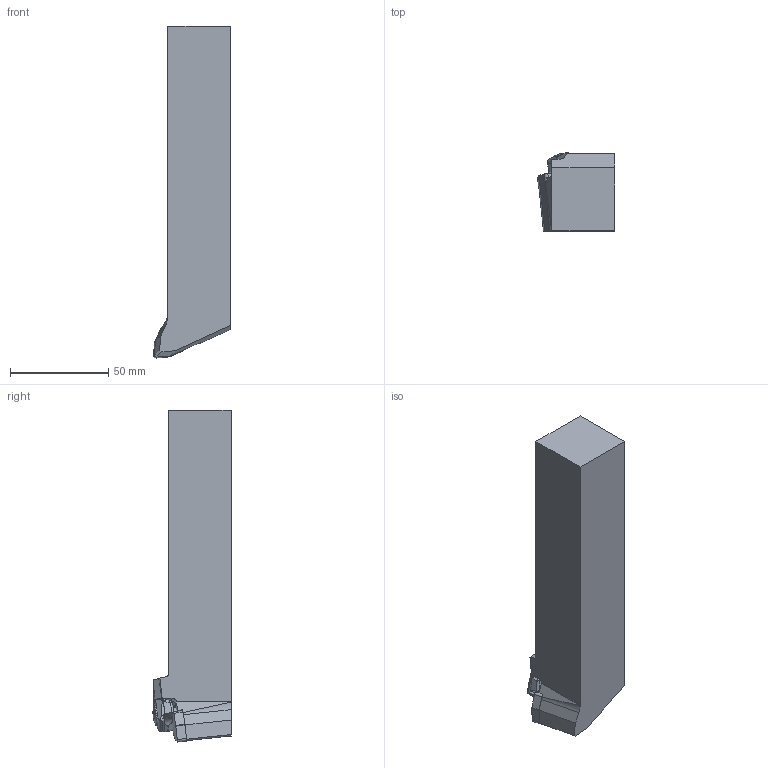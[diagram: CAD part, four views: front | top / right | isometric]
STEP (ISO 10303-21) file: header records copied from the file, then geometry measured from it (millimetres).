
FILE_DESCRIPTION(('CATIA V5 STEP','CAx-IF Rec.Pracs.--- Model Styling and Organization---1.2---2011-12-15'),'2;1');
FILE_NAME('3601320 DM.stp','2016-05-23T07:31:30+00:00',('none'),('none'),'CATIA Version 5 Release 21 SP 5 (IN-10)','CATIA V5 STEP AP214','none');
FILE_SCHEMA(('AUTOMOTIVE_DESIGN { 1 0 10303 214 1 1 1 1 }'));
Length unit declared in the file: millimetre
Products named in the file (1): MWLNR 3232P-08W
Bounding box: 39.3 x 39.88 x 169.3 mm (x, y, z)
Volume: 170941.7 mm3; surface area: 24793.4 mm2
Topology: 1 solids, 1 shells, 154 faces, 405 edges, 254 vertices
Faces by surface type: plane 58, cylinder 37, torus 22, bspline 21, cone 16
Entity records: 5881 total; most frequent: CARTESIAN_POINT 2458, ORIENTED_EDGE 806, DIRECTION 516, EDGE_CURVE 403, VERTEX_POINT 254, AXIS2_PLACEMENT_3D 215, VECTOR 179, LINE 179
